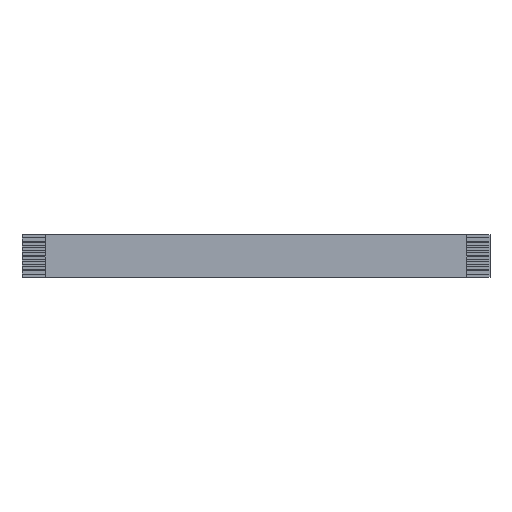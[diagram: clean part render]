
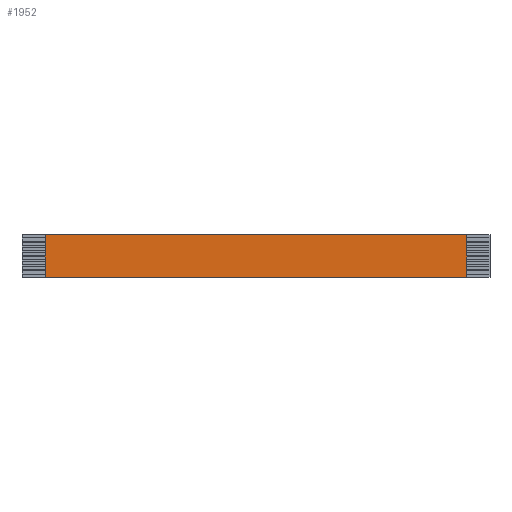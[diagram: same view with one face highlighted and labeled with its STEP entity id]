
A CAD part, top view. The second image highlights one B-rep face of the part: STEP entity #1952.
In plain terms, the highlighted planar face has unit normal (0, 0, 1).
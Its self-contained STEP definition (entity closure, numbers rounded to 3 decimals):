
#413=ORIENTED_EDGE('',*,*,#589,.T.);
#414=ORIENTED_EDGE('',*,*,#642,.F.);
#415=ORIENTED_EDGE('',*,*,#586,.F.);
#416=ORIENTED_EDGE('',*,*,#641,.T.);
#586=EDGE_CURVE('',#763,#764,#916,.T.);
#589=EDGE_CURVE('',#766,#765,#919,.T.);
#641=EDGE_CURVE('',#763,#766,#971,.T.);
#642=EDGE_CURVE('',#764,#765,#972,.T.);
#763=VERTEX_POINT('',#2674);
#764=VERTEX_POINT('',#2676);
#765=VERTEX_POINT('',#2680);
#766=VERTEX_POINT('',#2682);
#916=LINE('',#2675,#1122);
#919=LINE('',#2681,#1125);
#971=LINE('',#2771,#1177);
#972=LINE('',#2773,#1178);
#1122=VECTOR('',#2237,1000.);
#1125=VECTOR('',#2242,1000.);
#1177=VECTOR('',#2368,1000.);
#1178=VECTOR('',#2371,1000.);
#1245=EDGE_LOOP('',(#413,#414,#415,#416));
#1313=FACE_BOUND('',#1245,.T.);
#1381=PLANE('',#2027);
#1952=ADVANCED_FACE('',(#1313),#1381,.F.);
#2027=AXIS2_PLACEMENT_3D('',#2772,#2369,#2370);
#2237=DIRECTION('',(1.,0.,0.));
#2242=DIRECTION('',(1.,0.,0.));
#2368=DIRECTION('',(0.,-1.,0.));
#2369=DIRECTION('',(0.,0.,-1.));
#2370=DIRECTION('',(-1.,0.,0.));
#2371=DIRECTION('',(0.,-1.,0.));
#2674=CARTESIAN_POINT('',(-45.,4.5,0.138));
#2675=CARTESIAN_POINT('',(-45.,4.5,0.138));
#2676=CARTESIAN_POINT('',(45.,4.5,0.138));
#2680=CARTESIAN_POINT('',(45.,-4.5,0.138));
#2681=CARTESIAN_POINT('',(-45.,-4.5,0.138));
#2682=CARTESIAN_POINT('',(-45.,-4.5,0.138));
#2771=CARTESIAN_POINT('',(-45.,4.5,0.138));
#2772=CARTESIAN_POINT('',(-45.,4.5,0.138));
#2773=CARTESIAN_POINT('',(45.,4.5,0.138));
